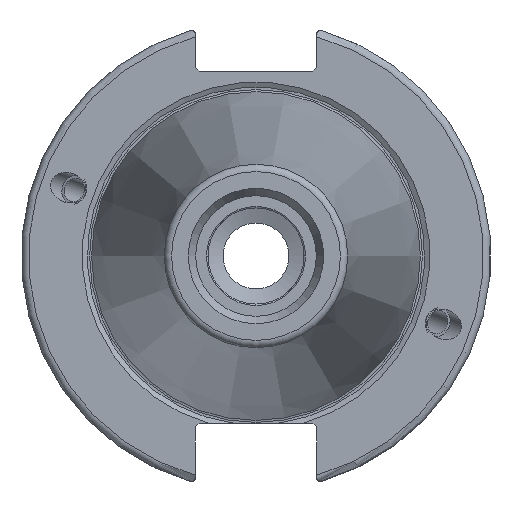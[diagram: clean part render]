
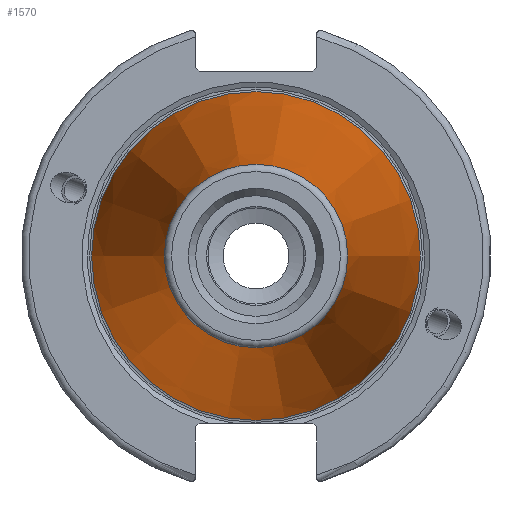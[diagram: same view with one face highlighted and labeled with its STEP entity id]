
A CAD part, left-side view. The second image highlights one B-rep face of the part: STEP entity #1570.
In plain terms, the highlighted conical face has half-angle 8.297 degrees and reference radius 17.248 mm.
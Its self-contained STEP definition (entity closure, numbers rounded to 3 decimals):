
#238=LINE('',#2962,#334);
#334=VECTOR('',#2150,17.248);
#363=CONICAL_SURFACE('',#1757,17.248,0.145);
#426=FACE_OUTER_BOUND('',#528,.T.);
#528=EDGE_LOOP('',(#1353,#1354,#1355,#1356,#1357));
#616=CIRCLE('',#1751,12.397);
#617=CIRCLE('',#1752,12.397);
#621=CIRCLE('',#1758,22.225);
#774=VERTEX_POINT('',#2949);
#775=VERTEX_POINT('',#2950);
#778=VERTEX_POINT('',#2960);
#983=EDGE_CURVE('',#774,#775,#616,.T.);
#984=EDGE_CURVE('',#775,#774,#617,.T.);
#988=EDGE_CURVE('',#778,#778,#621,.T.);
#989=EDGE_CURVE('',#778,#775,#238,.T.);
#1353=ORIENTED_EDGE('',*,*,#988,.F.);
#1354=ORIENTED_EDGE('',*,*,#989,.T.);
#1355=ORIENTED_EDGE('',*,*,#983,.F.);
#1356=ORIENTED_EDGE('',*,*,#984,.F.);
#1357=ORIENTED_EDGE('',*,*,#989,.F.);
#1570=ADVANCED_FACE('',(#426),#363,.T.);
#1751=AXIS2_PLACEMENT_3D('',#2951,#2134,#2135);
#1752=AXIS2_PLACEMENT_3D('',#2952,#2136,#2137);
#1757=AXIS2_PLACEMENT_3D('',#2959,#2146,#2147);
#1758=AXIS2_PLACEMENT_3D('',#2961,#2148,#2149);
#2134=DIRECTION('center_axis',(-1.,0.,0.));
#2135=DIRECTION('ref_axis',(0.,-1.,0.));
#2136=DIRECTION('center_axis',(-1.,0.,0.));
#2137=DIRECTION('ref_axis',(0.,-1.,0.));
#2146=DIRECTION('center_axis',(1.,0.,0.));
#2147=DIRECTION('ref_axis',(0.,1.,0.));
#2148=DIRECTION('center_axis',(1.,0.,0.));
#2149=DIRECTION('ref_axis',(0.,0.,-1.));
#2150=DIRECTION('',(-0.99,0.144,0.));
#2949=CARTESIAN_POINT('',(-67.394,0.,12.397));
#2950=CARTESIAN_POINT('',(-67.394,-12.397,0.));
#2951=CARTESIAN_POINT('Origin',(-67.394,0.,0.));
#2952=CARTESIAN_POINT('Origin',(-67.394,0.,0.));
#2959=CARTESIAN_POINT('Origin',(-34.125,0.,0.));
#2960=CARTESIAN_POINT('',(0.,-22.225,0.));
#2961=CARTESIAN_POINT('Origin',(0.,0.,0.));
#2962=CARTESIAN_POINT('',(-34.125,-17.248,0.));
